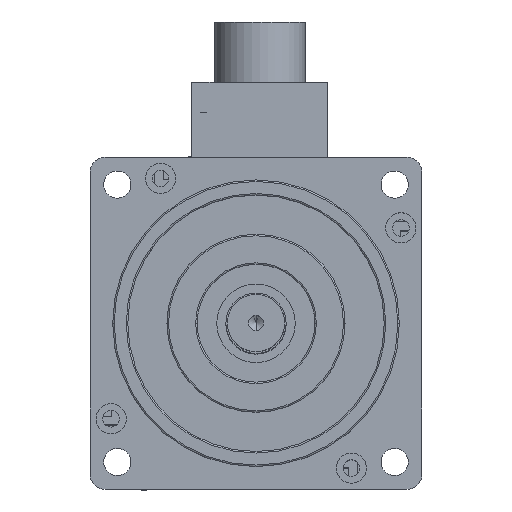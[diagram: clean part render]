
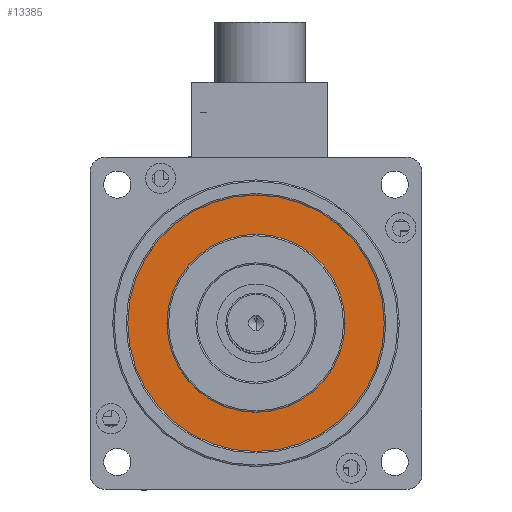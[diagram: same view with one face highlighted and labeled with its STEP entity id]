
A CAD part, top view. The second image highlights one B-rep face of the part: STEP entity #13385.
In plain terms, the highlighted planar face has unit normal (0, 0, 1).
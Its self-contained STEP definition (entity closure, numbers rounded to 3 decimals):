
#115 = CIRCLE ( 'NONE', #8309, 42.5 ) ;
#806 = AXIS2_PLACEMENT_3D ( 'NONE', #14352, #14420, #6470 ) ;
#1010 = VERTEX_POINT ( 'NONE', #8462 ) ;
#1199 = EDGE_LOOP ( 'NONE', ( #6125, #5219 ) ) ;
#1942 = PLANE ( 'NONE',  #4411 ) ;
#2596 = EDGE_CURVE ( 'NONE', #5872, #1010, #8342, .T. ) ;
#3254 = CARTESIAN_POINT ( 'NONE',  ( -38.49, 48.831, 157.5 ) ) ;
#3323 = FACE_BOUND ( 'NONE', #1199, .T. ) ;
#3379 = EDGE_LOOP ( 'NONE', ( #14181, #11704 ) ) ;
#3948 = EDGE_CURVE ( 'NONE', #1010, #5872, #8582, .T. ) ;
#4411 = AXIS2_PLACEMENT_3D ( 'NONE', #3254, #13168, #9940 ) ;
#5219 = ORIENTED_EDGE ( 'NONE', *, *, #2596, .F. ) ;
#5872 = VERTEX_POINT ( 'NONE', #12917 ) ;
#6088 = CARTESIAN_POINT ( 'NONE',  ( 11.51, -1.169, 157.5 ) ) ;
#6125 = ORIENTED_EDGE ( 'NONE', *, *, #3948, .F. ) ;
#6163 = DIRECTION ( 'NONE',  ( 0., 0., 1. ) ) ;
#6379 = DIRECTION ( 'NONE',  ( -1., 0., 0. ) ) ;
#6470 = DIRECTION ( 'NONE',  ( 1., 0., 0. ) ) ;
#6593 = CARTESIAN_POINT ( 'NONE',  ( 11.51, -1.169, 157.5 ) ) ;
#6666 = FACE_OUTER_BOUND ( 'NONE', #3379, .T. ) ;
#8309 = AXIS2_PLACEMENT_3D ( 'NONE', #10888, #11985, #12052 ) ;
#8342 = CIRCLE ( 'NONE', #10163, 29.5 ) ;
#8462 = CARTESIAN_POINT ( 'NONE',  ( -17.99, -1.169, 157.5 ) ) ;
#8582 = CIRCLE ( 'NONE', #10884, 29.5 ) ;
#8832 = VERTEX_POINT ( 'NONE', #12665 ) ;
#9746 = CARTESIAN_POINT ( 'NONE',  ( -30.99, -1.169, 157.5 ) ) ;
#9940 = DIRECTION ( 'NONE',  ( 0., -1., 0. ) ) ;
#10163 = AXIS2_PLACEMENT_3D ( 'NONE', #6088, #6163, #11623 ) ;
#10253 = VERTEX_POINT ( 'NONE', #9746 ) ;
#10634 = EDGE_CURVE ( 'NONE', #8832, #10253, #115, .T. ) ;
#10884 = AXIS2_PLACEMENT_3D ( 'NONE', #6593, #11037, #6379 ) ;
#10888 = CARTESIAN_POINT ( 'NONE',  ( 11.51, -1.169, 157.5 ) ) ;
#11037 = DIRECTION ( 'NONE',  ( 0., 0., 1. ) ) ;
#11273 = CIRCLE ( 'NONE', #806, 42.5 ) ;
#11623 = DIRECTION ( 'NONE',  ( -1., 0., 0. ) ) ;
#11704 = ORIENTED_EDGE ( 'NONE', *, *, #10634, .T. ) ;
#11985 = DIRECTION ( 'NONE',  ( 0., 0., 1. ) ) ;
#12052 = DIRECTION ( 'NONE',  ( 1., 0., 0. ) ) ;
#12665 = CARTESIAN_POINT ( 'NONE',  ( 54.01, -1.169, 157.5 ) ) ;
#12917 = CARTESIAN_POINT ( 'NONE',  ( 41.01, -1.169, 157.5 ) ) ;
#13010 = EDGE_CURVE ( 'NONE', #10253, #8832, #11273, .T. ) ;
#13168 = DIRECTION ( 'NONE',  ( 0., 0., -1. ) ) ;
#13385 = ADVANCED_FACE ( 'NONE', ( #6666, #3323 ), #1942, .F. ) ;
#14181 = ORIENTED_EDGE ( 'NONE', *, *, #13010, .T. ) ;
#14352 = CARTESIAN_POINT ( 'NONE',  ( 11.51, -1.169, 157.5 ) ) ;
#14420 = DIRECTION ( 'NONE',  ( 0., 0., 1. ) ) ;
